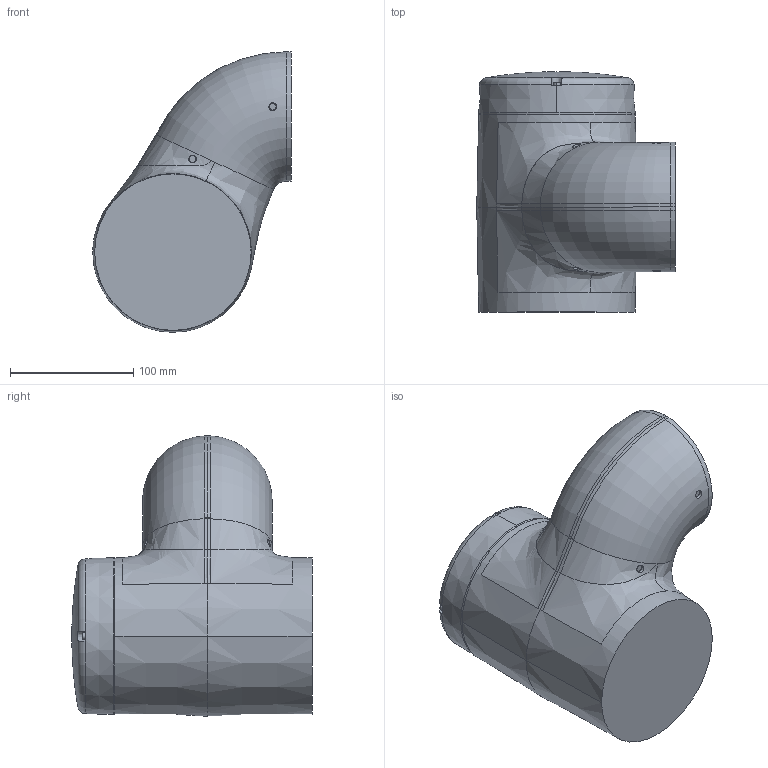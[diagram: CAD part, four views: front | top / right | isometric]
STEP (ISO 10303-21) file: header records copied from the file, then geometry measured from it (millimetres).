
FILE_DESCRIPTION (( 'STEP AP214' ), '1' );
FILE_NAME ('CRB15000_10kg-152_Omnicore_rev00_LINK03_CAD.step', '2023-07-05T08:09:31', ( '' ), ( '' ), 'SwSTEP 2.0', 'SolidWorks 2022', '' );
FILE_SCHEMA (( 'AUTOMOTIVE_DESIGN' ));
Length unit declared in the file: millimetre
Products named in the file (1): CRB15000_10kg-152_Omnicore_rev00_LINK03_CAD
Bounding box: 161 x 195 x 227.57 mm (x, y, z)
Volume: 3360842.4 mm3; surface area: 134283.4 mm2
Topology: 1 solids, 1 shells, 95 faces, 230 edges, 146 vertices
Faces by surface type: plane 31, cone 26, cylinder 16, bspline 14, torus 8
Entity records: 14386 total; most frequent: CARTESIAN_POINT 11229, ORIENTED_EDGE 456, DIRECTION 388, EDGE_CURVE 228, AXIS2_PLACEMENT_3D 160, VERTEX_POINT 146, EDGE_LOOP 106, UNCERTAINTY_MEASURE_WITH_UNIT 98
